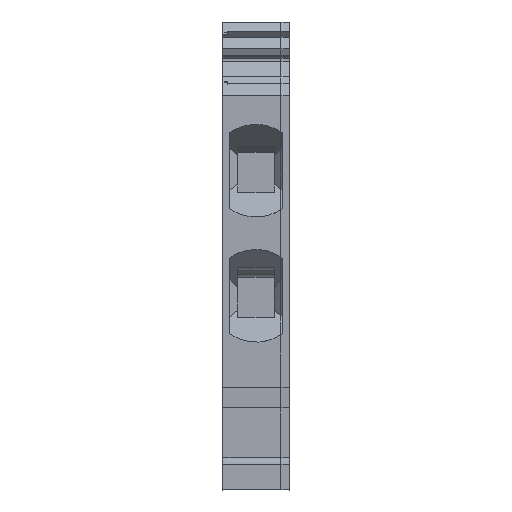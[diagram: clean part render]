
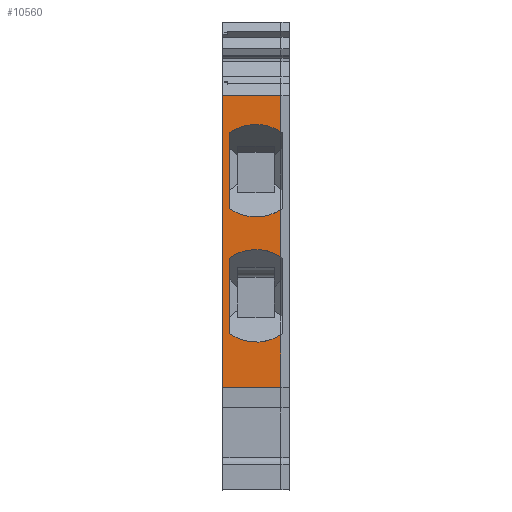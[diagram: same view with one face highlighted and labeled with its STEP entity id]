
A CAD part, front view. The second image highlights one B-rep face of the part: STEP entity #10560.
In plain terms, the highlighted planar face has unit normal (0, -1, 0).
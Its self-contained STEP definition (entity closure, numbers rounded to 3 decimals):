
#2370=AXIS2_PLACEMENT_3D('Plane Axis2P3D',#2367,#2368,#2369) ;
#10496=AXIS2_PLACEMENT_3D('Circle Axis2P3D',#10494,#10495,$) ;
#10524=AXIS2_PLACEMENT_3D('Circle Axis2P3D',#10522,#10523,$) ;
#10538=AXIS2_PLACEMENT_3D('Circle Axis2P3D',#10536,#10537,$) ;
#2367=CARTESIAN_POINT('Axis2P3D Location',(8.15,0.,14.6)) ;
#7843=CARTESIAN_POINT('Vertex',(7.15,0.,48.55)) ;
#7846=CARTESIAN_POINT('Line Origine',(7.15,0.,46.315)) ;
#7850=CARTESIAN_POINT('Vertex',(7.15,0.,44.08)) ;
#7885=CARTESIAN_POINT('Vertex',(7.15,0.,34.52)) ;
#7888=CARTESIAN_POINT('Line Origine',(7.15,0.,31.6)) ;
#7892=CARTESIAN_POINT('Vertex',(7.15,0.,28.68)) ;
#7927=CARTESIAN_POINT('Vertex',(7.15,0.,19.12)) ;
#7930=CARTESIAN_POINT('Line Origine',(7.15,0.,15.86)) ;
#7934=CARTESIAN_POINT('Vertex',(7.15,0.,12.6)) ;
#9083=CARTESIAN_POINT('Vertex',(0.,0.,12.6)) ;
#9086=CARTESIAN_POINT('Line Origine',(0.,0.,30.575)) ;
#9090=CARTESIAN_POINT('Vertex',(0.,0.,48.55)) ;
#10482=CARTESIAN_POINT('Line Origine',(3.575,0.,12.6)) ;
#10494=CARTESIAN_POINT('Axis2P3D Location',(4.075,0.,23.8)) ;
#10498=CARTESIAN_POINT('Vertex',(0.8,0.,19.257)) ;
#10501=CARTESIAN_POINT('Line Origine',(0.8,0.,23.9)) ;
#10505=CARTESIAN_POINT('Vertex',(0.8,0.,28.543)) ;
#10509=CARTESIAN_POINT('Control Point',(7.15,0.,28.68)) ;
#10510=CARTESIAN_POINT('Control Point',(6.706,0.,28.972)) ;
#10511=CARTESIAN_POINT('Control Point',(6.228,0.,29.211)) ;
#10512=CARTESIAN_POINT('Control Point',(5.723,0.,29.392)) ;
#10513=CARTESIAN_POINT('Control Point',(4.633,0.,29.641)) ;
#10514=CARTESIAN_POINT('Control Point',(3.513,0.,29.617)) ;
#10515=CARTESIAN_POINT('Control Point',(2.933,0.,29.529)) ;
#10516=CARTESIAN_POINT('Control Point',(2.14,0.,29.299)) ;
#10517=CARTESIAN_POINT('Control Point',(1.406,0.,28.932)) ;
#10518=CARTESIAN_POINT('Control Point',(1.196,0.,28.812)) ;
#10519=CARTESIAN_POINT('Control Point',(0.994,0.,28.683)) ;
#10520=CARTESIAN_POINT('Control Point',(0.8,0.,28.543)) ;
#10522=CARTESIAN_POINT('Axis2P3D Location',(4.075,0.,39.2)) ;
#10526=CARTESIAN_POINT('Vertex',(0.8,0.,34.657)) ;
#10529=CARTESIAN_POINT('Line Origine',(0.8,0.,39.3)) ;
#10533=CARTESIAN_POINT('Vertex',(0.8,0.,43.943)) ;
#10536=CARTESIAN_POINT('Axis2P3D Location',(4.075,0.,39.4)) ;
#10541=CARTESIAN_POINT('Line Origine',(3.575,0.,48.55)) ;
#2368=DIRECTION('Axis2P3D Direction',(0.,1.,0.)) ;
#2369=DIRECTION('Axis2P3D XDirection',(0.,0.,-1.)) ;
#7847=DIRECTION('Vector Direction',(0.,0.,-1.)) ;
#7889=DIRECTION('Vector Direction',(0.,0.,-1.)) ;
#7931=DIRECTION('Vector Direction',(0.,0.,-1.)) ;
#9087=DIRECTION('Vector Direction',(0.,0.,-1.)) ;
#10483=DIRECTION('Vector Direction',(1.,0.,0.)) ;
#10495=DIRECTION('Axis2P3D Direction',(0.,1.,0.)) ;
#10502=DIRECTION('Vector Direction',(0.,0.,1.)) ;
#10523=DIRECTION('Axis2P3D Direction',(0.,1.,0.)) ;
#10530=DIRECTION('Vector Direction',(0.,0.,-1.)) ;
#10537=DIRECTION('Axis2P3D Direction',(0.,1.,0.)) ;
#10542=DIRECTION('Vector Direction',(1.,0.,0.)) ;
#7848=VECTOR('Line Direction',#7847,1.) ;
#7890=VECTOR('Line Direction',#7889,1.) ;
#7932=VECTOR('Line Direction',#7931,1.) ;
#9088=VECTOR('Line Direction',#9087,1.) ;
#10484=VECTOR('Line Direction',#10483,1.) ;
#10503=VECTOR('Line Direction',#10502,1.) ;
#10531=VECTOR('Line Direction',#10530,1.) ;
#10543=VECTOR('Line Direction',#10542,1.) ;
#10547=ORIENTED_EDGE('',*,*,#7936,.F.) ;
#10548=ORIENTED_EDGE('',*,*,#10500,.T.) ;
#10549=ORIENTED_EDGE('',*,*,#10507,.T.) ;
#10550=ORIENTED_EDGE('',*,*,#10521,.F.) ;
#10551=ORIENTED_EDGE('',*,*,#7894,.F.) ;
#10552=ORIENTED_EDGE('',*,*,#10528,.T.) ;
#10553=ORIENTED_EDGE('',*,*,#10535,.F.) ;
#10554=ORIENTED_EDGE('',*,*,#10540,.T.) ;
#10555=ORIENTED_EDGE('',*,*,#7852,.F.) ;
#10556=ORIENTED_EDGE('',*,*,#10545,.F.) ;
#10557=ORIENTED_EDGE('',*,*,#9092,.T.) ;
#10558=ORIENTED_EDGE('',*,*,#10486,.T.) ;
#10560=ADVANCED_FACE('MANIFOLD_SOLID_BREP #110710',(#10559),#2371,.F.) ;
#10508=B_SPLINE_CURVE_WITH_KNOTS('',5,(#10509,#10510,#10511,#10512,#10513,#10514,#10515,#10516,#10517,#10518,#10519,#10520),.UNSPECIFIED.,.F.,.U.,(6,3,3,6),(0.343,4.099,8.197,9.892),.UNSPECIFIED.) ;
#10497=CIRCLE('generated circle',#10496,5.6) ;
#10525=CIRCLE('generated circle',#10524,5.6) ;
#10539=CIRCLE('generated circle',#10538,5.6) ;
#7852=EDGE_CURVE('',#7844,#7851,#7849,.T.) ;
#7894=EDGE_CURVE('',#7886,#7893,#7891,.T.) ;
#7936=EDGE_CURVE('',#7928,#7935,#7933,.T.) ;
#9092=EDGE_CURVE('',#9091,#9084,#9089,.T.) ;
#10486=EDGE_CURVE('',#9084,#7935,#10485,.T.) ;
#10500=EDGE_CURVE('',#7928,#10499,#10497,.T.) ;
#10507=EDGE_CURVE('',#10499,#10506,#10504,.T.) ;
#10521=EDGE_CURVE('',#7893,#10506,#10508,.T.) ;
#10528=EDGE_CURVE('',#7886,#10527,#10525,.T.) ;
#10535=EDGE_CURVE('',#10534,#10527,#10532,.T.) ;
#10540=EDGE_CURVE('',#10534,#7851,#10539,.T.) ;
#10545=EDGE_CURVE('',#9091,#7844,#10544,.T.) ;
#10546=EDGE_LOOP('',(#10547,#10548,#10549,#10550,#10551,#10552,#10553,#10554,#10555,#10556,#10557,#10558)) ;
#10559=FACE_OUTER_BOUND('',#10546,.T.) ;
#7849=LINE('Line',#7846,#7848) ;
#7891=LINE('Line',#7888,#7890) ;
#7933=LINE('Line',#7930,#7932) ;
#9089=LINE('Line',#9086,#9088) ;
#10485=LINE('Line',#10482,#10484) ;
#10504=LINE('Line',#10501,#10503) ;
#10532=LINE('Line',#10529,#10531) ;
#10544=LINE('Line',#10541,#10543) ;
#2371=PLANE('',#2370) ;
#7844=VERTEX_POINT('',#7843) ;
#7851=VERTEX_POINT('',#7850) ;
#7886=VERTEX_POINT('',#7885) ;
#7893=VERTEX_POINT('',#7892) ;
#7928=VERTEX_POINT('',#7927) ;
#7935=VERTEX_POINT('',#7934) ;
#9084=VERTEX_POINT('',#9083) ;
#9091=VERTEX_POINT('',#9090) ;
#10499=VERTEX_POINT('',#10498) ;
#10506=VERTEX_POINT('',#10505) ;
#10527=VERTEX_POINT('',#10526) ;
#10534=VERTEX_POINT('',#10533) ;
